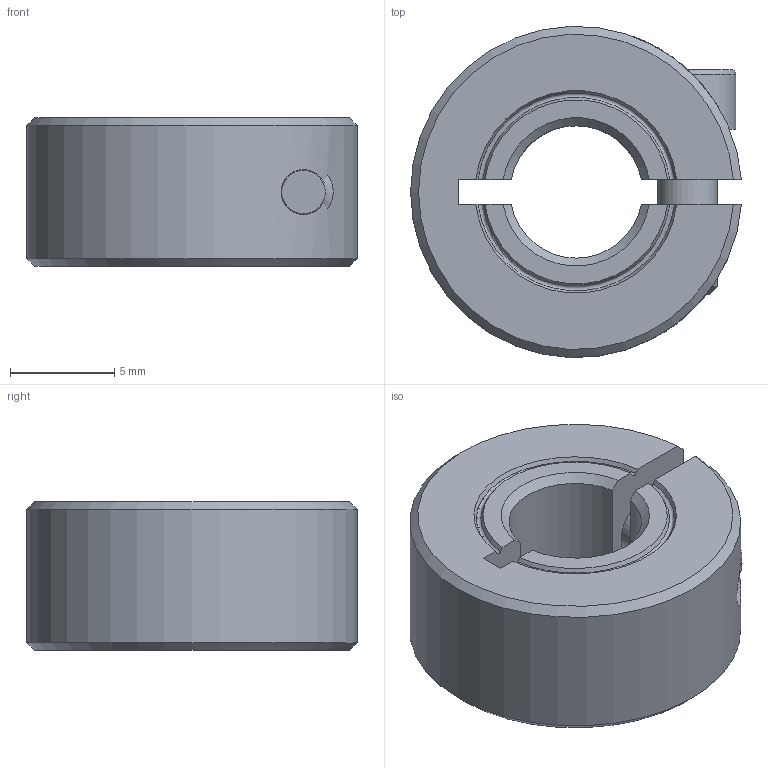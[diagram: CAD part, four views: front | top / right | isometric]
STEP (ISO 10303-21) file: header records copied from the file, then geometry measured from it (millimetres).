
FILE_DESCRIPTION(/* description */ (''),/* implementation_level */ '2;1');
FILE_NAME(/* name */ 'MISC_ShaftCollar_CL-4-A.iam.step',/* time_stamp */ '2014-01-07T11:29:54-08:00',/* author */ ('Phillip'),/* organization */ (''),/* preprocessor_version */ 'ST-DEVELOPER v15.2',/* originating_system */ 'Autodesk Inventor 2014',/* authorisation */ '');
FILE_SCHEMA (('AUTOMOTIVE_DESIGN { 1 0 10303 214 3 1 1 }'));
Products named in the file (3): MISC_ShaftCollar_CL-4-F; ANSI B18.3 - 4-40 UNC - 0.3125(31); MISC_ShaftCollar_CL-4-A
Bounding box: 15.85 x 15.86 x 7.14 mm (x, y, z)
Volume: 1109.8 mm3; surface area: 1153.6 mm2
Topology: 2 solids, 2 shells, 44 faces, 109 edges, 72 vertices
Faces by surface type: plane 19, cone 12, cylinder 9, torus 4
Full cylindrical faces by diameter (mm): 2.156 x1, 2.845 x1, 3.264 x1, 4.648 x1
Entity records: 1401 total; most frequent: CARTESIAN_POINT 388, ORIENTED_EDGE 200, DIRECTION 193, EDGE_CURVE 100, AXIS2_PLACEMENT_3D 79, VERTEX_POINT 71, EDGE_LOOP 57, ADVANCED_FACE 43
